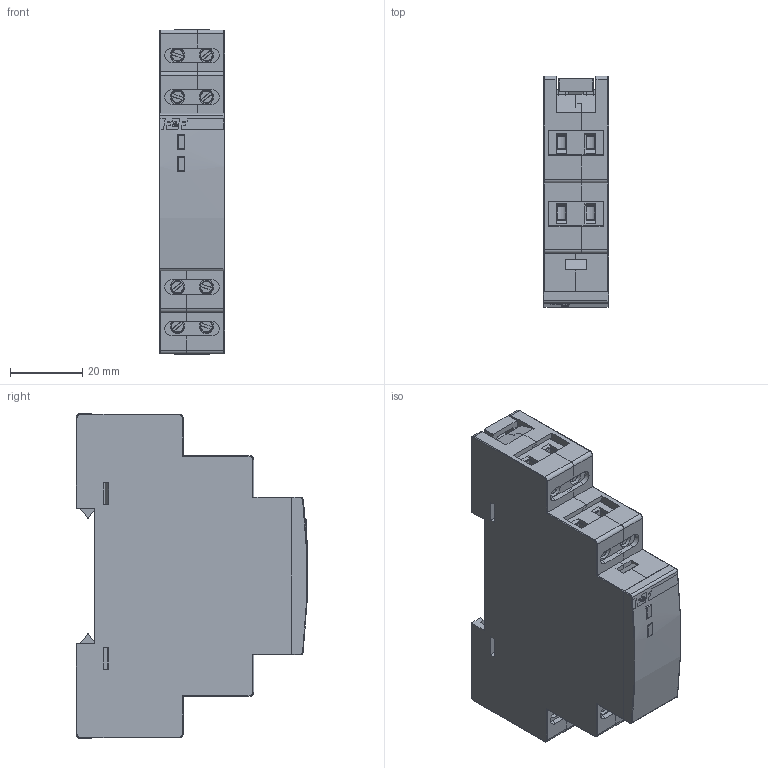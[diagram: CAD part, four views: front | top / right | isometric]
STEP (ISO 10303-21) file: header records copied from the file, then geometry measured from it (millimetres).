
FILE_DESCRIPTION(('STEP AP242'), '1');
FILE_NAME('BIS-412i 鼁闉罻', '', ('UNSPECIFIED'), ('UNSPECIFIED'), 'C3D Converter', 'C3D Toolkit', '');
FILE_SCHEMA(('AP242_MANAGED_MODEL_BASED_3D_ENGINEERING_MIM_LF { 1 0 10303 442 1 1 4 }'));
Length unit declared in the file: millimetre
Assembly tree (14 placements, depth 3):
  (unnamed)
    (unnamed)  x2
    (unnamed)  x4
      (unnamed)
    (unnamed)
      (unnamed)
    (unnamed)
    (unnamed)
    (unnamed)  x2
Bounding box: 18.02 x 63.95 x 90 mm (x, y, z)
Volume: 28312.9 mm3; surface area: 37033.5 mm2
Topology: 33 solids, 33 shells, 1073 faces, 2820 edges, 1816 vertices
Faces by surface type: plane 809, cylinder 110, extrusion 96, cone 32, torus 18, sphere 8
Full cylindrical faces by diameter (mm): 2 x8, 4 x8
Entity records: 20409 total; most frequent: CARTESIAN_POINT 3839, ORIENTED_EDGE 3100, DIRECTION 2603, EDGE_CURVE 1550, VECTOR 1275, LINE 1179, VERTEX_POINT 1010, AXIS2_PLACEMENT_3D 664
